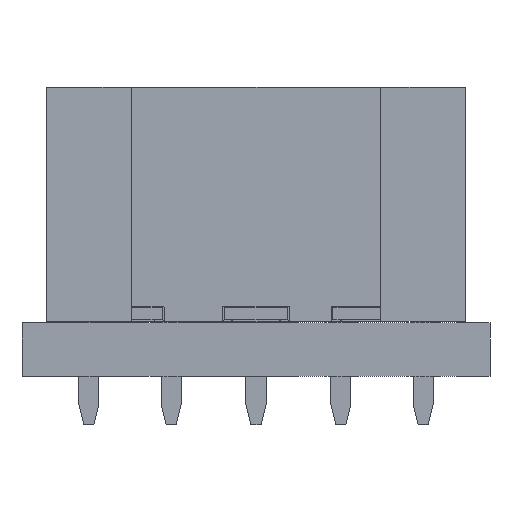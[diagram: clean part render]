
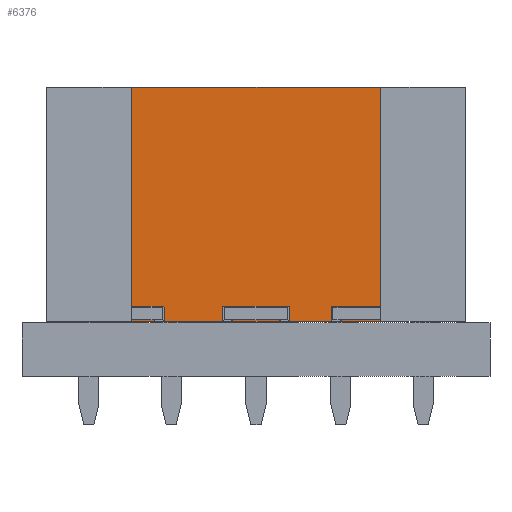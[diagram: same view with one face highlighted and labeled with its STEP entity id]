
A CAD part, left-side view. The second image highlights one B-rep face of the part: STEP entity #6376.
In plain terms, the highlighted planar face has unit normal (-1, 0, 0).
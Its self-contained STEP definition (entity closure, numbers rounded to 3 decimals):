
#4810 = PLANE('',#4811);
#4811 = AXIS2_PLACEMENT_3D('',#4812,#4813,#4814);
#4812 = CARTESIAN_POINT('',(-1.27,-6.35,0.));
#4813 = DIRECTION('',(0.,1.,0.));
#4814 = DIRECTION('',(1.,0.,0.));
#4838 = PLANE('',#4839);
#4839 = AXIS2_PLACEMENT_3D('',#4840,#4841,#4842);
#4840 = CARTESIAN_POINT('',(1.27,-6.35,7.));
#4841 = DIRECTION('',(-0.,0.,-1.));
#4842 = DIRECTION('',(0.,-1.,-0.));
#4866 = PLANE('',#4867);
#4867 = AXIS2_PLACEMENT_3D('',#4868,#4869,#4870);
#4868 = CARTESIAN_POINT('',(1.27,1.27,0.));
#4869 = DIRECTION('',(0.,-1.,0.));
#4870 = DIRECTION('',(-1.,0.,0.));
#4908 = VERTEX_POINT('',#4909);
#4909 = CARTESIAN_POINT('',(-1.27,-6.35,0.));
#4925 = PLANE('',#4926);
#4926 = AXIS2_PLACEMENT_3D('',#4927,#4928,#4929);
#4927 = CARTESIAN_POINT('',(1.27,-6.35,0.));
#4928 = DIRECTION('',(-0.,0.,-1.));
#4929 = DIRECTION('',(0.,-1.,-0.));
#4937 = EDGE_CURVE('',#4908,#4938,#4940,.T.);
#4938 = VERTEX_POINT('',#4939);
#4939 = CARTESIAN_POINT('',(-1.27,-6.35,7.));
#4940 = SURFACE_CURVE('',#4941,(#4945,#4952),.PCURVE_S1.);
#4941 = LINE('',#4942,#4943);
#4942 = CARTESIAN_POINT('',(-1.27,-6.35,0.));
#4943 = VECTOR('',#4944,1.);
#4944 = DIRECTION('',(0.,0.,1.));
#4945 = PCURVE('',#4810,#4946);
#4946 = DEFINITIONAL_REPRESENTATION('',(#4947),#4951);
#4947 = LINE('',#4948,#4949);
#4948 = CARTESIAN_POINT('',(0.,0.));
#4949 = VECTOR('',#4950,1.);
#4950 = DIRECTION('',(0.,-1.));
#4951 = ( GEOMETRIC_REPRESENTATION_CONTEXT(2) 
PARAMETRIC_REPRESENTATION_CONTEXT() REPRESENTATION_CONTEXT('2D SPACE',''
  ) );
#4952 = PCURVE('',#4953,#4958);
#4953 = PLANE('',#4954);
#4954 = AXIS2_PLACEMENT_3D('',#4955,#4956,#4957);
#4955 = CARTESIAN_POINT('',(-1.27,1.27,0.));
#4956 = DIRECTION('',(1.,0.,0.));
#4957 = DIRECTION('',(0.,-1.,0.));
#4958 = DEFINITIONAL_REPRESENTATION('',(#4959),#4963);
#4959 = LINE('',#4960,#4961);
#4960 = CARTESIAN_POINT('',(7.62,0.));
#4961 = VECTOR('',#4962,1.);
#4962 = DIRECTION('',(0.,-1.));
#4963 = ( GEOMETRIC_REPRESENTATION_CONTEXT(2) 
PARAMETRIC_REPRESENTATION_CONTEXT() REPRESENTATION_CONTEXT('2D SPACE',''
  ) );
#5120 = VERTEX_POINT('',#5121);
#5121 = CARTESIAN_POINT('',(-1.27,1.27,7.));
#5142 = EDGE_CURVE('',#5143,#5120,#5145,.T.);
#5143 = VERTEX_POINT('',#5144);
#5144 = CARTESIAN_POINT('',(-1.27,1.27,0.));
#5145 = SURFACE_CURVE('',#5146,(#5150,#5157),.PCURVE_S1.);
#5146 = LINE('',#5147,#5148);
#5147 = CARTESIAN_POINT('',(-1.27,1.27,0.));
#5148 = VECTOR('',#5149,1.);
#5149 = DIRECTION('',(0.,0.,1.));
#5150 = PCURVE('',#4866,#5151);
#5151 = DEFINITIONAL_REPRESENTATION('',(#5152),#5156);
#5152 = LINE('',#5153,#5154);
#5153 = CARTESIAN_POINT('',(2.54,0.));
#5154 = VECTOR('',#5155,1.);
#5155 = DIRECTION('',(0.,-1.));
#5156 = ( GEOMETRIC_REPRESENTATION_CONTEXT(2) 
PARAMETRIC_REPRESENTATION_CONTEXT() REPRESENTATION_CONTEXT('2D SPACE',''
  ) );
#5157 = PCURVE('',#4953,#5158);
#5158 = DEFINITIONAL_REPRESENTATION('',(#5159),#5163);
#5159 = LINE('',#5160,#5161);
#5160 = CARTESIAN_POINT('',(0.,0.));
#5161 = VECTOR('',#5162,1.);
#5162 = DIRECTION('',(0.,-1.));
#5163 = ( GEOMETRIC_REPRESENTATION_CONTEXT(2) 
PARAMETRIC_REPRESENTATION_CONTEXT() REPRESENTATION_CONTEXT('2D SPACE',''
  ) );
#5287 = EDGE_CURVE('',#5120,#4938,#5288,.T.);
#5288 = SURFACE_CURVE('',#5289,(#5293,#5300),.PCURVE_S1.);
#5289 = LINE('',#5290,#5291);
#5290 = CARTESIAN_POINT('',(-1.27,1.27,7.));
#5291 = VECTOR('',#5292,1.);
#5292 = DIRECTION('',(0.,-1.,0.));
#5293 = PCURVE('',#4838,#5294);
#5294 = DEFINITIONAL_REPRESENTATION('',(#5295),#5299);
#5295 = LINE('',#5296,#5297);
#5296 = CARTESIAN_POINT('',(-7.62,2.54));
#5297 = VECTOR('',#5298,1.);
#5298 = DIRECTION('',(1.,0.));
#5299 = ( GEOMETRIC_REPRESENTATION_CONTEXT(2) 
PARAMETRIC_REPRESENTATION_CONTEXT() REPRESENTATION_CONTEXT('2D SPACE',''
  ) );
#5300 = PCURVE('',#4953,#5301);
#5301 = DEFINITIONAL_REPRESENTATION('',(#5302),#5306);
#5302 = LINE('',#5303,#5304);
#5303 = CARTESIAN_POINT('',(0.,-7.));
#5304 = VECTOR('',#5305,1.);
#5305 = DIRECTION('',(1.,0.));
#5306 = ( GEOMETRIC_REPRESENTATION_CONTEXT(2) 
PARAMETRIC_REPRESENTATION_CONTEXT() REPRESENTATION_CONTEXT('2D SPACE',''
  ) );
#5676 = EDGE_CURVE('',#5143,#4908,#5677,.T.);
#5677 = SURFACE_CURVE('',#5678,(#5682,#5689),.PCURVE_S1.);
#5678 = LINE('',#5679,#5680);
#5679 = CARTESIAN_POINT('',(-1.27,1.27,0.));
#5680 = VECTOR('',#5681,1.);
#5681 = DIRECTION('',(0.,-1.,0.));
#5682 = PCURVE('',#4925,#5683);
#5683 = DEFINITIONAL_REPRESENTATION('',(#5684),#5688);
#5684 = LINE('',#5685,#5686);
#5685 = CARTESIAN_POINT('',(-7.62,2.54));
#5686 = VECTOR('',#5687,1.);
#5687 = DIRECTION('',(1.,0.));
#5688 = ( GEOMETRIC_REPRESENTATION_CONTEXT(2) 
PARAMETRIC_REPRESENTATION_CONTEXT() REPRESENTATION_CONTEXT('2D SPACE',''
  ) );
#5689 = PCURVE('',#4953,#5690);
#5690 = DEFINITIONAL_REPRESENTATION('',(#5691),#5695);
#5691 = LINE('',#5692,#5693);
#5692 = CARTESIAN_POINT('',(0.,0.));
#5693 = VECTOR('',#5694,1.);
#5694 = DIRECTION('',(1.,0.));
#5695 = ( GEOMETRIC_REPRESENTATION_CONTEXT(2) 
PARAMETRIC_REPRESENTATION_CONTEXT() REPRESENTATION_CONTEXT('2D SPACE',''
  ) );
#6376 = ADVANCED_FACE('',(#6377),#4953,.F.);
#6377 = FACE_BOUND('',#6378,.F.);
#6378 = EDGE_LOOP('',(#6379,#6380,#6381,#6382));
#6379 = ORIENTED_EDGE('',*,*,#5142,.T.);
#6380 = ORIENTED_EDGE('',*,*,#5287,.T.);
#6381 = ORIENTED_EDGE('',*,*,#4937,.F.);
#6382 = ORIENTED_EDGE('',*,*,#5676,.F.);
